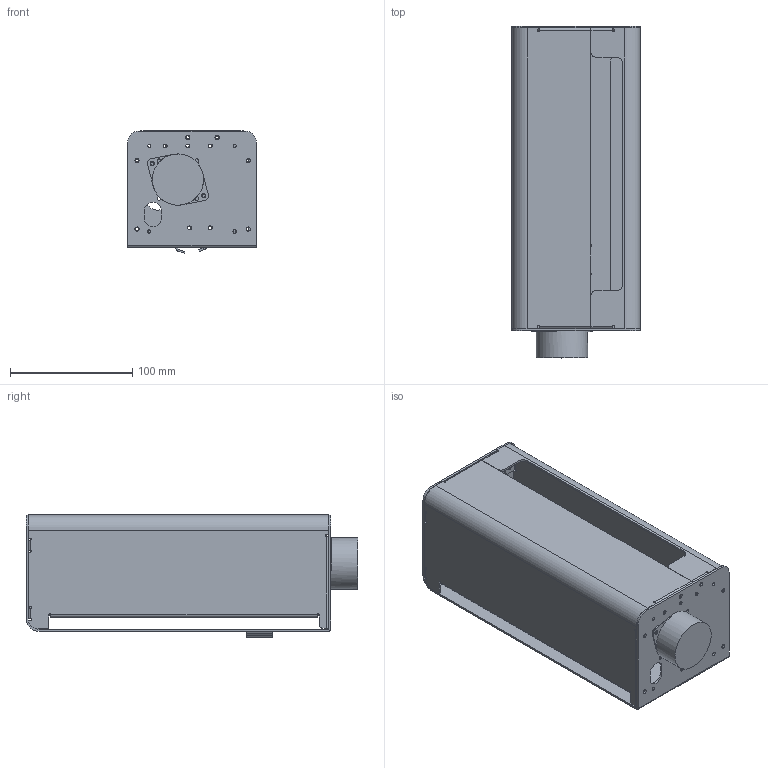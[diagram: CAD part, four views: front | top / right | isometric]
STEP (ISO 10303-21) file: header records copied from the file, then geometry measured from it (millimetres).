
FILE_DESCRIPTION(/* description */ (''),/* implementation_level */ '2;1');
FILE_NAME(/* name */ 'Tower v7.step',/* time_stamp */ '2019-07-13T15:28:43-07:00',/* author */ (''),/* organization */ (''),/* preprocessor_version */ 'ST-DEVELOPER v18',/* originating_system */ 'Autodesk Translation Framework v8.2.0.1029',/* authorisation */ '');
FILE_SCHEMA (('AUTOMOTIVE_DESIGN { 1 0 10303 214 3 1 1 }'));
Length unit declared in the file: millimetre
Products named in the file (16): Tower; Tower_1; Z Rod Holders; Z Rod Holder Single; Z Rod Holder Double; Z Rod Spacer Single; Z Rod Spacer Double; Z Linear Rods; Z Linear Rod; Tower Covers; Tower Back Cover; Tower Front Cover; Tower Frame; Tower Frame_1; Z Stepper and Screw; Z Stepper and Screw_1
Assembly tree (25 placements, depth 4):
  Tower
    Tower_1
      Z Rod Holders
        Z Rod Holder Single  x2
        Z Rod Holder Double  x2
        Z Rod Spacer Single  x4
        Z Rod Spacer Double  x4
      Z Linear Rods
        Z Linear Rod  x3
      Tower Covers
        Tower Back Cover
        Tower Front Cover
      Tower Frame
        Tower Frame_1
      Z Stepper and Screw
        Z Stepper and Screw_1
Bounding box: 105.2 x 271.57 x 100.34 mm (x, y, z)
Volume: 242941.1 mm3; surface area: 268166.7 mm2
Topology: 19 solids, 19 shells, 556 faces, 1387 edges, 872 vertices
Faces by surface type: plane 287, cylinder 263, cone 6
Full cylindrical faces by diameter (mm): 2.4 x2, 2.529 x25, 3 x9, 3.2 x10, 3.4 x12, 3.45 x2, 3.908 x1, 4 x4, 4.2 x22, 6 x21, 22 x1, 27.8 x1, 41.9 x1
Entity records: 13695 total; most frequent: DIRECTION 2435, CARTESIAN_POINT 2232, ORIENTED_EDGE 2170, EDGE_CURVE 1085, AXIS2_PLACEMENT_3D 875, LINE 685, VECTOR 685, VERTEX_POINT 672
